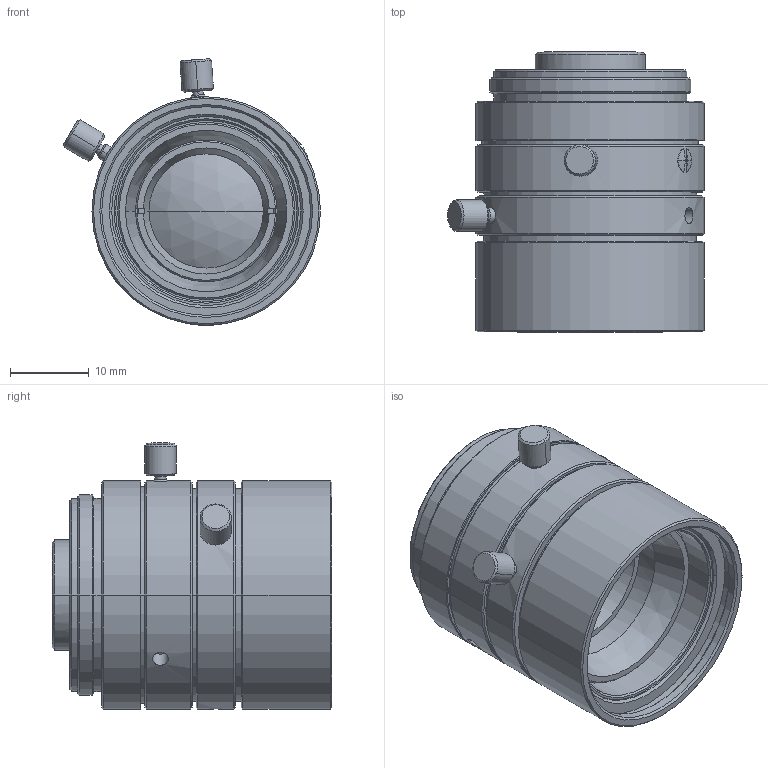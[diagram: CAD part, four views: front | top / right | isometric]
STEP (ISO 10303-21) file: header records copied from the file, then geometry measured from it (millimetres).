
FILE_DESCRIPTION(('STEP AP214'),'1');
FILE_NAME('M1628-MPW3.stp','2022-11-29T08:51:37',(' '),(' '),'Spatial InterOp 3D',' ',' ');
FILE_SCHEMA(('AUTOMOTIVE_DESIGN { 1 0 10303 214 1 1 1 1 }'));
Length unit declared in the file: metre
Products named in the file (2): M1628-MPW3; Component1
Assembly tree (1 placements, depth 2):
  M1628-MPW3
    Component1
Bounding box: 32.61 x 35.51 x 33.83 mm (x, y, z)
Volume: 14097.8 mm3; surface area: 11844.4 mm2
Topology: 1 solids, 1 shells, 405 faces, 958 edges, 602 vertices
Faces by surface type: cylinder 174, cone 122, plane 101, sphere 8
Entity records: 12362 total; most frequent: CARTESIAN_POINT 2617, DIRECTION 2196, ORIENTED_EDGE 1916, EDGE_CURVE 958, AXIS2_PLACEMENT_3D 883, VERTEX_POINT 602, CIRCLE 476, EDGE_LOOP 470
